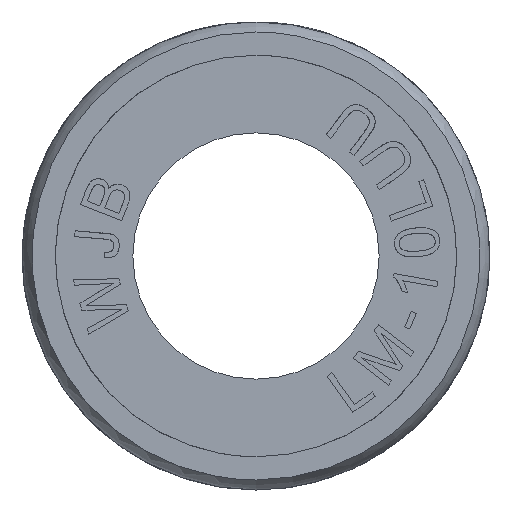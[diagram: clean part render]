
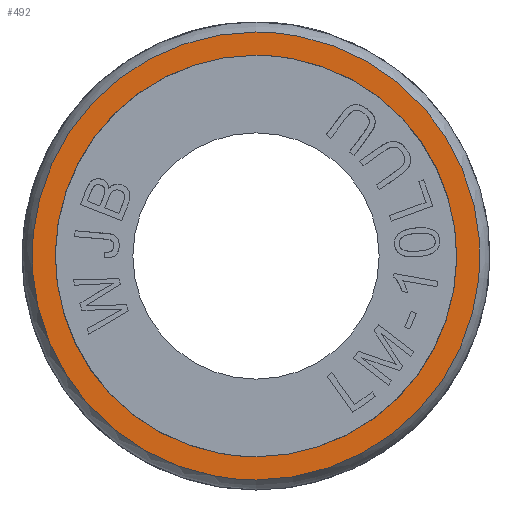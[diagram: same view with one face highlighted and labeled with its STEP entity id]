
A CAD part, left-side view. The second image highlights one B-rep face of the part: STEP entity #492.
In plain terms, the highlighted planar face has unit normal (-1, 0, 0).
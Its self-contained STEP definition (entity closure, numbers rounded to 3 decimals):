
#492=ADVANCED_FACE('',(#1059,#1060),#787,.T.);
#787=PLANE('',#5494);
#1059=FACE_BOUND('',#1143,.T.);
#1060=FACE_BOUND('',#1144,.T.);
#1143=EDGE_LOOP('',(#2074,#2075));
#1144=EDGE_LOOP('',(#2076,#2077));
#1533=B_SPLINE_CURVE_WITH_KNOTS('',3,(#8070,#8071,#8072,#8073,#8074,#8075,
#8076,#8077,#8078,#8079),.UNSPECIFIED.,.F.,.F.,(4,2,2,2,4),(0.,0.25,0.5,
0.75,1.),.UNSPECIFIED.);
#1534=B_SPLINE_CURVE_WITH_KNOTS('',3,(#8082,#8083,#8084,#8085,#8086,#8087,
#8088,#8089,#8090,#8091),.UNSPECIFIED.,.F.,.F.,(4,2,2,2,4),(0.,0.25,0.5,
0.75,1.),.UNSPECIFIED.);
#1537=B_SPLINE_CURVE_WITH_KNOTS('',3,(#8115,#8116,#8117,#8118,#8119,#8120,
#8121,#8122,#8123,#8124),.UNSPECIFIED.,.F.,.F.,(4,2,2,2,4),(0.,0.25,0.5,
0.75,1.),.UNSPECIFIED.);
#1538=B_SPLINE_CURVE_WITH_KNOTS('',3,(#8127,#8128,#8129,#8130,#8131,#8132,
#8133,#8134,#8135,#8136),.UNSPECIFIED.,.F.,.F.,(4,2,2,2,4),(0.,0.25,0.5,
0.75,1.),.UNSPECIFIED.);
#2074=ORIENTED_EDGE('',*,*,#4078,.F.);
#2075=ORIENTED_EDGE('',*,*,#4079,.F.);
#2076=ORIENTED_EDGE('',*,*,#4074,.T.);
#2077=ORIENTED_EDGE('',*,*,#4075,.T.);
#3564=VERTEX_POINT('',#8080);
#3565=VERTEX_POINT('',#8081);
#3568=VERTEX_POINT('',#8125);
#3569=VERTEX_POINT('',#8126);
#4074=EDGE_CURVE('',#3564,#3565,#1533,.T.);
#4075=EDGE_CURVE('',#3565,#3564,#1534,.T.);
#4078=EDGE_CURVE('',#3568,#3569,#1537,.T.);
#4079=EDGE_CURVE('',#3569,#3568,#1538,.T.);
#5494=AXIS2_PLACEMENT_3D('',#8137,#5918,#5919);
#5918=DIRECTION('',(-1.,0.,0.));
#5919=DIRECTION('',(0.,0.,1.));
#8070=CARTESIAN_POINT('',(0.,0.,9.094));
#8071=CARTESIAN_POINT('',(0.,2.389,9.094));
#8072=CARTESIAN_POINT('',(0.,4.743,8.119));
#8073=CARTESIAN_POINT('',(0.,8.119,4.743));
#8074=CARTESIAN_POINT('',(0.,9.094,2.387));
#8075=CARTESIAN_POINT('',(0.,9.095,-2.387));
#8076=CARTESIAN_POINT('',(0.,8.119,-4.743));
#8077=CARTESIAN_POINT('',(0.,4.743,-8.119));
#8078=CARTESIAN_POINT('',(0.,2.391,-9.094));
#8079=CARTESIAN_POINT('',(0.,0.,-9.094));
#8080=CARTESIAN_POINT('',(0.,0.,9.094));
#8081=CARTESIAN_POINT('',(0.,0.,-9.094));
#8082=CARTESIAN_POINT('',(0.,0.,-9.094));
#8083=CARTESIAN_POINT('',(0.,-2.389,-9.094));
#8084=CARTESIAN_POINT('',(0.,-4.743,-8.119));
#8085=CARTESIAN_POINT('',(0.,-8.119,-4.743));
#8086=CARTESIAN_POINT('',(0.,-9.094,-2.387));
#8087=CARTESIAN_POINT('',(0.,-9.095,2.387));
#8088=CARTESIAN_POINT('',(0.,-8.119,4.743));
#8089=CARTESIAN_POINT('',(0.,-4.743,8.119));
#8090=CARTESIAN_POINT('',(0.,-2.391,9.094));
#8091=CARTESIAN_POINT('',(0.,0.,9.094));
#8115=CARTESIAN_POINT('',(0.,0.,8.15));
#8116=CARTESIAN_POINT('',(0.,2.134,8.15));
#8117=CARTESIAN_POINT('',(0.,4.254,7.272));
#8118=CARTESIAN_POINT('',(0.,7.272,4.254));
#8119=CARTESIAN_POINT('',(0.,8.15,2.134));
#8120=CARTESIAN_POINT('',(0.,8.15,-2.134));
#8121=CARTESIAN_POINT('',(0.,7.272,-4.254));
#8122=CARTESIAN_POINT('',(0.,4.254,-7.272));
#8123=CARTESIAN_POINT('',(0.,2.134,-8.15));
#8124=CARTESIAN_POINT('',(0.,0.,-8.15));
#8125=CARTESIAN_POINT('',(0.,0.,8.15));
#8126=CARTESIAN_POINT('',(0.,0.,-8.15));
#8127=CARTESIAN_POINT('',(0.,0.,-8.15));
#8128=CARTESIAN_POINT('',(0.,-2.134,-8.15));
#8129=CARTESIAN_POINT('',(0.,-4.254,-7.272));
#8130=CARTESIAN_POINT('',(0.,-7.272,-4.254));
#8131=CARTESIAN_POINT('',(0.,-8.15,-2.134));
#8132=CARTESIAN_POINT('',(0.,-8.15,2.134));
#8133=CARTESIAN_POINT('',(0.,-7.272,4.254));
#8134=CARTESIAN_POINT('',(0.,-4.254,7.272));
#8135=CARTESIAN_POINT('',(0.,-2.134,8.15));
#8136=CARTESIAN_POINT('',(0.,0.,8.15));
#8137=CARTESIAN_POINT('',(0.,-9.278,-9.094));
